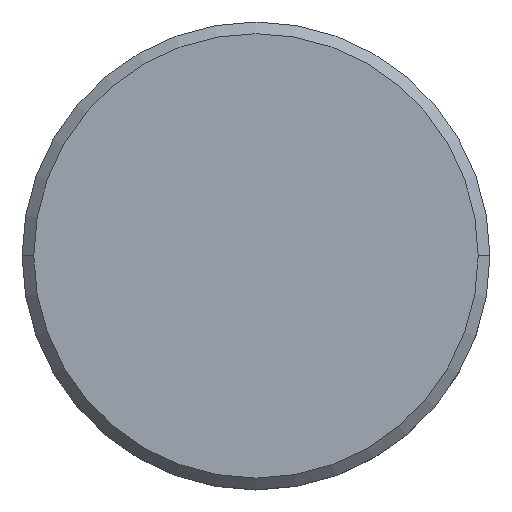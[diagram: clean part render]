
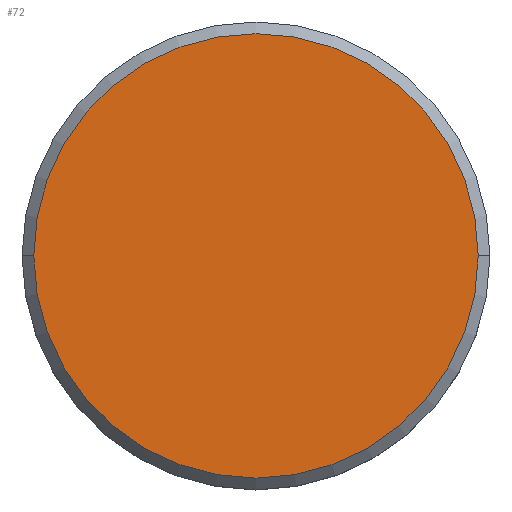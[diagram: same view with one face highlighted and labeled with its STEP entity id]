
A CAD part, top view. The second image highlights one B-rep face of the part: STEP entity #72.
In plain terms, the highlighted planar face has unit normal (0, 0, 1).
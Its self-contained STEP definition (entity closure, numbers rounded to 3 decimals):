
#6 = DIRECTION ( 'NONE',  ( 0., 0., 1. ) ) ;
#26 = DIRECTION ( 'NONE',  ( 0., 0., 1. ) ) ;
#36 = CARTESIAN_POINT ( 'NONE',  ( 0., 0., 0. ) ) ;
#59 = CARTESIAN_POINT ( 'NONE',  ( 0., 0., 0. ) ) ;
#72 = ADVANCED_FACE ( 'NONE', ( #517 ), #437, .T. ) ;
#106 = EDGE_CURVE ( 'NONE', #525, #358, #201, .T. ) ;
#130 = DIRECTION ( 'NONE',  ( 0., 0., 1. ) ) ;
#168 = DIRECTION ( 'NONE',  ( 1., 0., 0. ) ) ;
#201 = CIRCLE ( 'NONE', #312, 9.5 ) ;
#240 = ORIENTED_EDGE ( 'NONE', *, *, #106, .T. ) ;
#258 = EDGE_LOOP ( 'NONE', ( #485, #240 ) ) ;
#273 = AXIS2_PLACEMENT_3D ( 'NONE', #36, #26, #586 ) ;
#297 = EDGE_CURVE ( 'NONE', #358, #525, #408, .T. ) ;
#312 = AXIS2_PLACEMENT_3D ( 'NONE', #452, #130, #168 ) ;
#349 = CARTESIAN_POINT ( 'NONE',  ( 9.5, 0., 0. ) ) ;
#358 = VERTEX_POINT ( 'NONE', #590 ) ;
#397 = DIRECTION ( 'NONE',  ( 1., 0., 0. ) ) ;
#408 = CIRCLE ( 'NONE', #273, 9.5 ) ;
#437 = PLANE ( 'NONE',  #580 ) ;
#452 = CARTESIAN_POINT ( 'NONE',  ( 0., 0., 0. ) ) ;
#485 = ORIENTED_EDGE ( 'NONE', *, *, #297, .T. ) ;
#517 = FACE_OUTER_BOUND ( 'NONE', #258, .T. ) ;
#525 = VERTEX_POINT ( 'NONE', #349 ) ;
#580 = AXIS2_PLACEMENT_3D ( 'NONE', #59, #6, #397 ) ;
#586 = DIRECTION ( 'NONE',  ( 1., 0., 0. ) ) ;
#590 = CARTESIAN_POINT ( 'NONE',  ( -9.5, 0., 0. ) ) ;
